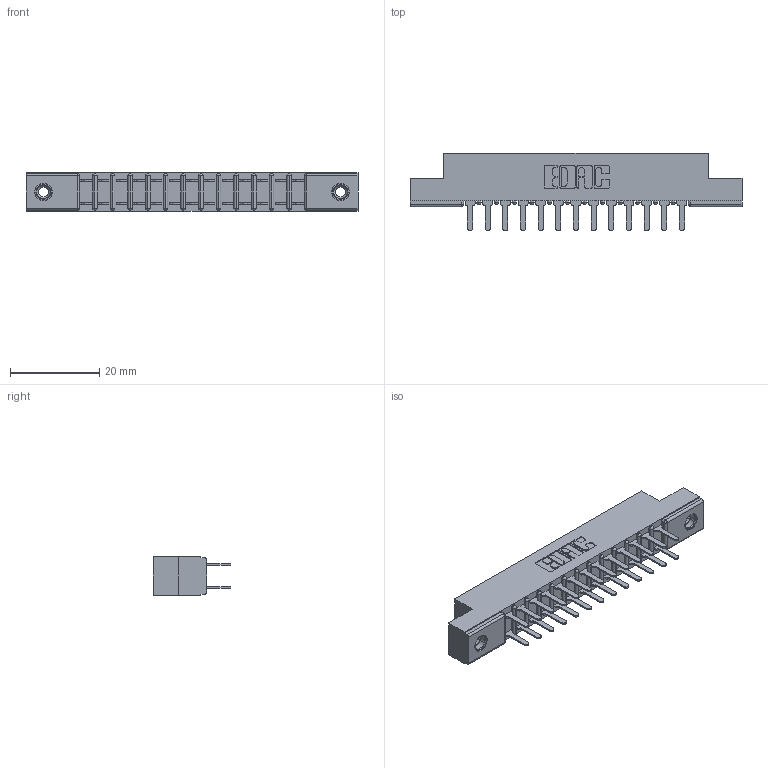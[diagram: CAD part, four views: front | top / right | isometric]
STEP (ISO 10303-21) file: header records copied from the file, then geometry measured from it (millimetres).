
FILE_DESCRIPTION (( 'STEP AP203' ), '1' );
FILE_NAME ('357-026-520-208.STEP', '2019-09-17T22:37:27', ( '' ), ( '' ), 'SwSTEP 2.0', 'SolidWorks 2016', '' );
FILE_SCHEMA (( 'CONFIG_CONTROL_DESIGN' ));
Length unit declared in the file: inch
Products named in the file (4): 345-250-001_345-250-003-102; 307-290-001_520; 357-026-520-208; 307 Part_.156 Dia Mounting Holes
Assembly tree (29 placements, depth 2):
  357-026-520-208
    307 Part_.156 Dia Mounting Holes
    307-290-001_520  x26
    345-250-001_345-250-003-102  x2
Bounding box: 74.52 x 17.42 x 8.71 mm (x, y, z)
Volume: 4888.2 mm3; surface area: 8257.4 mm2
Topology: 29 solids, 29 shells, 1388 faces, 3839 edges, 2478 vertices
Faces by surface type: plane 908, cylinder 436, sphere 28, cone 12, torus 4
Entity records: 16289 total; most frequent: CARTESIAN_POINT 2656, DIRECTION 2623, ORIENTED_EDGE 2622, EDGE_CURVE 1311, LINE 993, VECTOR 993, VERTEX_POINT 848, AXIS2_PLACEMENT_3D 815
